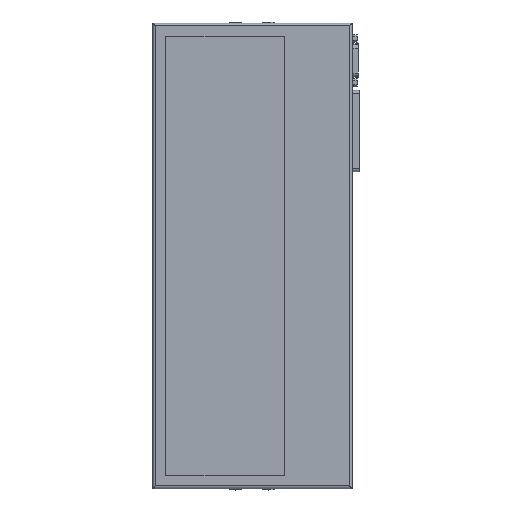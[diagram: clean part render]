
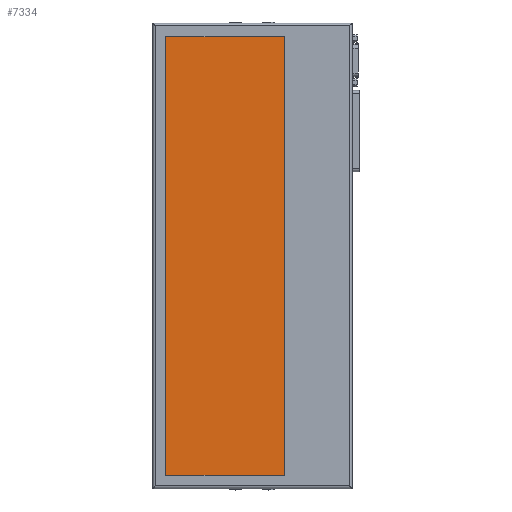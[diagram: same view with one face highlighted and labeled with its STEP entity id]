
A CAD part, top view. The second image highlights one B-rep face of the part: STEP entity #7334.
In plain terms, the highlighted planar face has unit normal (0, 0, 1).
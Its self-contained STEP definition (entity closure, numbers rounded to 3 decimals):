
#3547=ORIENTED_EDGE('',*,*,#4639,.F.);
#3548=ORIENTED_EDGE('',*,*,#4644,.F.);
#3549=ORIENTED_EDGE('',*,*,#4643,.F.);
#3550=ORIENTED_EDGE('',*,*,#4641,.F.);
#4088=VECTOR('',#5466,1.);
#4090=VECTOR('',#5470,1.);
#4092=VECTOR('',#5474,1.);
#4093=VECTOR('',#5477,1.);
#4242=LINE('',#6285,#4088);
#4244=LINE('',#6289,#4090);
#4246=LINE('',#6293,#4092);
#4247=LINE('',#6295,#4093);
#4399=VERTEX_POINT('',#6281);
#4400=VERTEX_POINT('',#6283);
#4401=VERTEX_POINT('',#6287);
#4402=VERTEX_POINT('',#6291);
#4639=EDGE_CURVE('',#4400,#4399,#4242,.T.);
#4641=EDGE_CURVE('',#4399,#4401,#4244,.T.);
#4643=EDGE_CURVE('',#4401,#4402,#4246,.T.);
#4644=EDGE_CURVE('',#4402,#4400,#4247,.T.);
#4914=EDGE_LOOP('',(#3547,#3548,#3549,#3550));
#5158=FACE_BOUND('',#4914,.T.);
#5466=DIRECTION('',(-89.,0.,0.));
#5470=DIRECTION('',(0.,330.,0.));
#5474=DIRECTION('',(89.,0.,0.));
#5477=DIRECTION('',(0.,-330.,0.));
#5478=DIRECTION('',(0.,0.,1.));
#5479=DIRECTION('',(0.,-1.,0.));
#6281=CARTESIAN_POINT('',(51.,10.,30.1));
#6283=CARTESIAN_POINT('',(140.,10.,30.1));
#6285=CARTESIAN_POINT('',(140.,10.,30.1));
#6287=CARTESIAN_POINT('',(51.,340.,30.1));
#6289=CARTESIAN_POINT('',(51.,10.,30.1));
#6291=CARTESIAN_POINT('',(140.,340.,30.1));
#6293=CARTESIAN_POINT('',(51.,340.,30.1));
#6295=CARTESIAN_POINT('',(140.,340.,30.1));
#6296=CARTESIAN_POINT('',(140.,10.,30.1));
#6936=AXIS2_PLACEMENT_3D('',#6296,#5478,#5479);
#7246=PLANE('',#6936);
#7334=ADVANCED_FACE('',(#5158),#7246,.T.);
